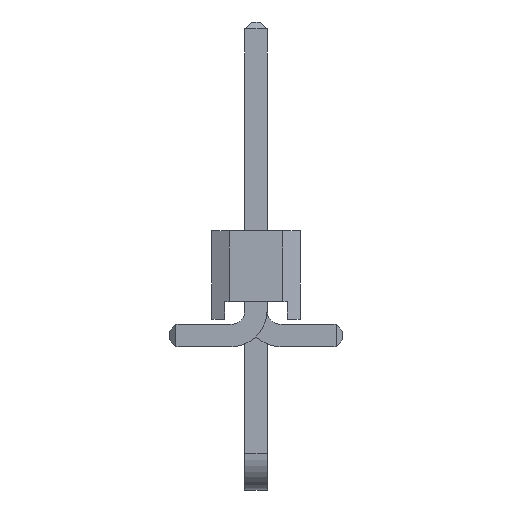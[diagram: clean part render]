
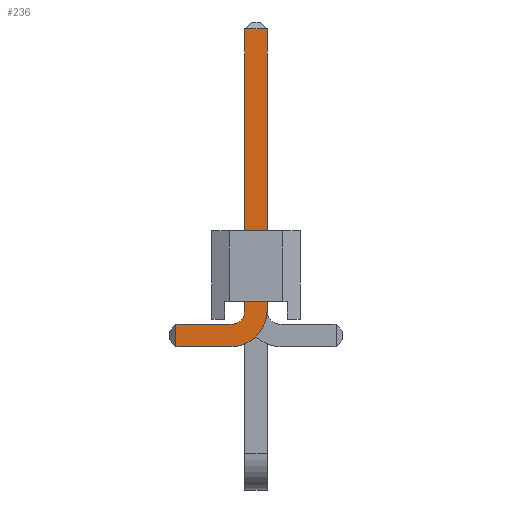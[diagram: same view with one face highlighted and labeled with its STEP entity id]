
A CAD part, left-side view. The second image highlights one B-rep face of the part: STEP entity #236.
In plain terms, the highlighted face is planar.
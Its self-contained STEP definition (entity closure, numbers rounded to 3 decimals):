
#236 = ADVANCED_FACE( '', ( #613 ), #614, .T. );
#613 = FACE_OUTER_BOUND( '', #1151, .T. );
#614 = PLANE( '', #1152 );
#1151 = EDGE_LOOP( '', ( #1809, #1810, #1811, #1812, #1813, #1814, #1815, #1816 ) );
#1152 = AXIS2_PLACEMENT_3D( '', #1817, #1818, #1819 );
#1809 = ORIENTED_EDGE( '', *, *, #3326, .F. );
#1810 = ORIENTED_EDGE( '', *, *, #3327, .T. );
#1811 = ORIENTED_EDGE( '', *, *, #3328, .F. );
#1812 = ORIENTED_EDGE( '', *, *, #3329, .F. );
#1813 = ORIENTED_EDGE( '', *, *, #3330, .F. );
#1814 = ORIENTED_EDGE( '', *, *, #3331, .T. );
#1815 = ORIENTED_EDGE( '', *, *, #3332, .F. );
#1816 = ORIENTED_EDGE( '', *, *, #3333, .F. );
#1817 = CARTESIAN_POINT( '', ( 0.72, 0.32, -5.14 ) );
#1818 = DIRECTION( '', ( 0., 1., 0. ) );
#1819 = DIRECTION( '', ( 0., 0., 1. ) );
#3326 = EDGE_CURVE( '', #3967, #4046, #4047, .T. );
#3327 = EDGE_CURVE( '', #3967, #4048, #4049, .T. );
#3328 = EDGE_CURVE( '', #4050, #4048, #4051, .T. );
#3329 = EDGE_CURVE( '', #4052, #4050, #4053, .T. );
#3330 = EDGE_CURVE( '', #4054, #4052, #4055, .T. );
#3331 = EDGE_CURVE( '', #4054, #4056, #4057, .T. );
#3332 = EDGE_CURVE( '', #4058, #4056, #4059, .T. );
#3333 = EDGE_CURVE( '', #4046, #4058, #4060, .T. );
#3967 = VERTEX_POINT( '', #4961 );
#4046 = VERTEX_POINT( '', #5077 );
#4047 = LINE( '', #5078, #5079 );
#4048 = VERTEX_POINT( '', #5080 );
#4049 = LINE( '', #5081, #5082 );
#4050 = VERTEX_POINT( '', #5083 );
#4051 = LINE( '', #5084, #5085 );
#4052 = VERTEX_POINT( '', #5086 );
#4053 = CIRCLE( '', #5087, 1.04 );
#4054 = VERTEX_POINT( '', #5088 );
#4055 = LINE( '', #5089, #5090 );
#4056 = VERTEX_POINT( '', #5091 );
#4057 = LINE( '', #5092, #5093 );
#4058 = VERTEX_POINT( '', #5094 );
#4059 = LINE( '', #5095, #5096 );
#4060 = CIRCLE( '', #5097, 0.4 );
#4961 = CARTESIAN_POINT( '', ( 2.3, 0.32, -5.54 ) );
#5077 = CARTESIAN_POINT( '', ( 0.72, 0.32, -5.54 ) );
#5078 = CARTESIAN_POINT( '', ( 2.5, 0.32, -5.54 ) );
#5079 = VECTOR( '', #6267, 1000. );
#5080 = CARTESIAN_POINT( '', ( 2.3, 0.32, -6.18 ) );
#5081 = CARTESIAN_POINT( '', ( 2.3, 0.32, -6.18 ) );
#5082 = VECTOR( '', #6268, 1000. );
#5083 = CARTESIAN_POINT( '', ( 0.72, 0.32, -6.18 ) );
#5084 = CARTESIAN_POINT( '', ( 2.5, 0.32, -6.18 ) );
#5085 = VECTOR( '', #6269, 1000. );
#5086 = CARTESIAN_POINT( '', ( -0.32, 0.32, -5.14 ) );
#5087 = AXIS2_PLACEMENT_3D( '', #6270, #6271, #6272 );
#5088 = CARTESIAN_POINT( '', ( -0.32, 0.32, 2.95 ) );
#5089 = CARTESIAN_POINT( '', ( -0.32, 0.32, -5.14 ) );
#5090 = VECTOR( '', #6273, 1000. );
#5091 = CARTESIAN_POINT( '', ( 0.32, 0.32, 2.95 ) );
#5092 = CARTESIAN_POINT( '', ( 0.32, 0.32, 2.95 ) );
#5093 = VECTOR( '', #6274, 1000. );
#5094 = CARTESIAN_POINT( '', ( 0.32, 0.32, -5.14 ) );
#5095 = CARTESIAN_POINT( '', ( 0.32, 0.32, -5.14 ) );
#5096 = VECTOR( '', #6275, 1000. );
#5097 = AXIS2_PLACEMENT_3D( '', #6276, #6277, #6278 );
#6267 = DIRECTION( '', ( -1., 0., 0. ) );
#6268 = DIRECTION( '', ( 0., 0., -1. ) );
#6269 = DIRECTION( '', ( 1., 0., 0. ) );
#6270 = CARTESIAN_POINT( '', ( 0.72, 0.32, -5.14 ) );
#6271 = DIRECTION( '', ( 0., -1., 0. ) );
#6272 = DIRECTION( '', ( 1., 0., 0. ) );
#6273 = DIRECTION( '', ( 0., 0., -1. ) );
#6274 = DIRECTION( '', ( 1., 0., 0. ) );
#6275 = DIRECTION( '', ( 0., 0., 1. ) );
#6276 = CARTESIAN_POINT( '', ( 0.72, 0.32, -5.14 ) );
#6277 = DIRECTION( '', ( 0., 1., 0. ) );
#6278 = DIRECTION( '', ( 1., 0., 0. ) );
